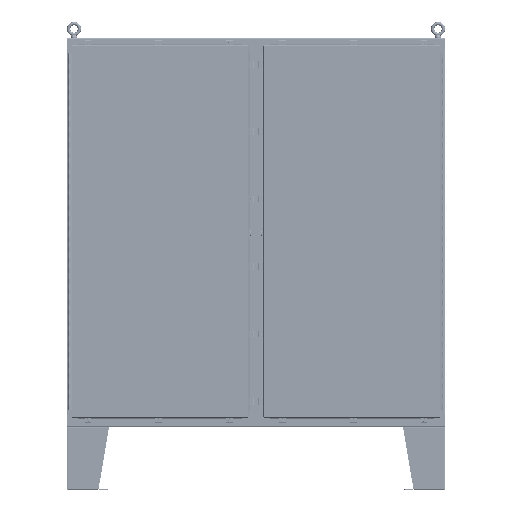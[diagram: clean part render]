
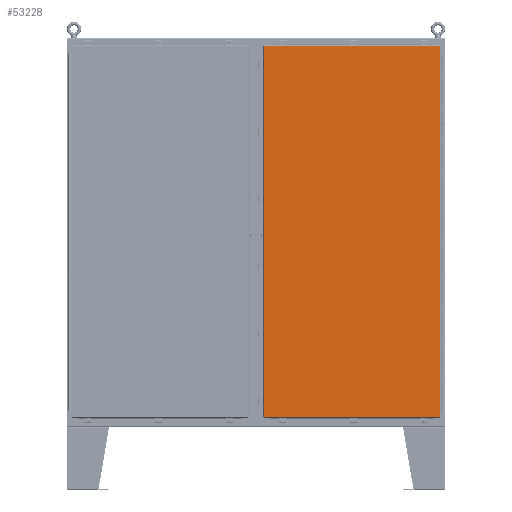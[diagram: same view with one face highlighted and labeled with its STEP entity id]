
A CAD part, top view. The second image highlights one B-rep face of the part: STEP entity #53228.
In plain terms, the highlighted planar face has unit normal (0, 0, 1).
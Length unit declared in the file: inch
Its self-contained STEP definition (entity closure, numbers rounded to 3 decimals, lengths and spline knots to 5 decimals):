
#337 = CARTESIAN_POINT ( 'NONE',  ( 0.125, 0.125, 0.09375 ) ) ;
#421 = LINE ( 'NONE', #21311, #25477 ) ;
#659 = VECTOR ( 'NONE', #53504, 39.37008 ) ;
#7510 = ORIENTED_EDGE ( 'NONE', *, *, #27724, .T. ) ;
#7654 = VECTOR ( 'NONE', #39674, 39.37008 ) ;
#9820 = CARTESIAN_POINT ( 'NONE',  ( 25.24963, 70.875, 0.09375 ) ) ;
#11178 = VERTEX_POINT ( 'NONE', #28741 ) ;
#12403 = EDGE_CURVE ( 'NONE', #33069, #46964, #421, .T. ) ;
#12972 = LINE ( 'NONE', #28421, #64062 ) ;
#13563 = DIRECTION ( 'NONE',  ( 0., 1., 0. ) ) ;
#15394 = ORIENTED_EDGE ( 'NONE', *, *, #12403, .T. ) ;
#16288 = DIRECTION ( 'NONE',  ( 0., -1., 0. ) ) ;
#17342 = VERTEX_POINT ( 'NONE', #27865 ) ;
#18851 = CARTESIAN_POINT ( 'NONE',  ( 8.49987, 0.125, 0.09375 ) ) ;
#20278 = FACE_OUTER_BOUND ( 'NONE', #37713, .T. ) ;
#21311 = CARTESIAN_POINT ( 'NONE',  ( 0.125, 53.1875, 0.09375 ) ) ;
#21629 = DIRECTION ( 'NONE',  ( 0., 0., 1. ) ) ;
#23623 = ORIENTED_EDGE ( 'NONE', *, *, #39030, .T. ) ;
#24224 = AXIS2_PLACEMENT_3D ( 'NONE', #51267, #21629, #56220 ) ;
#25477 = VECTOR ( 'NONE', #16288, 39.37008 ) ;
#27429 = CARTESIAN_POINT ( 'NONE',  ( 0.125, 70.875, 0.09375 ) ) ;
#27724 = EDGE_CURVE ( 'NONE', #17342, #11178, #12972, .T. ) ;
#27865 = CARTESIAN_POINT ( 'NONE',  ( 33.6245, 0.125, 0.09375 ) ) ;
#28421 = CARTESIAN_POINT ( 'NONE',  ( 33.6245, 17.8125, 0.09375 ) ) ;
#28741 = CARTESIAN_POINT ( 'NONE',  ( 33.6245, 70.875, 0.09375 ) ) ;
#31400 = PLANE ( 'NONE',  #24224 ) ;
#33069 = VERTEX_POINT ( 'NONE', #27429 ) ;
#37713 = EDGE_LOOP ( 'NONE', ( #15394, #23623, #7510, #48584 ) ) ;
#38977 = LINE ( 'NONE', #18851, #659 ) ;
#39030 = EDGE_CURVE ( 'NONE', #46964, #17342, #38977, .T. ) ;
#39674 = DIRECTION ( 'NONE',  ( -1., 0., 0. ) ) ;
#45758 = LINE ( 'NONE', #9820, #7654 ) ;
#46964 = VERTEX_POINT ( 'NONE', #337 ) ;
#48584 = ORIENTED_EDGE ( 'NONE', *, *, #49468, .T. ) ;
#49468 = EDGE_CURVE ( 'NONE', #11178, #33069, #45758, .T. ) ;
#51267 = CARTESIAN_POINT ( 'NONE',  ( 16.87475, 35.5, 0.09375 ) ) ;
#53228 = ADVANCED_FACE ( 'NONE', ( #20278 ), #31400, .T. ) ;
#53504 = DIRECTION ( 'NONE',  ( 1., 0., 0. ) ) ;
#56220 = DIRECTION ( 'NONE',  ( 1., 0., 0. ) ) ;
#64062 = VECTOR ( 'NONE', #13563, 39.37008 ) ;
